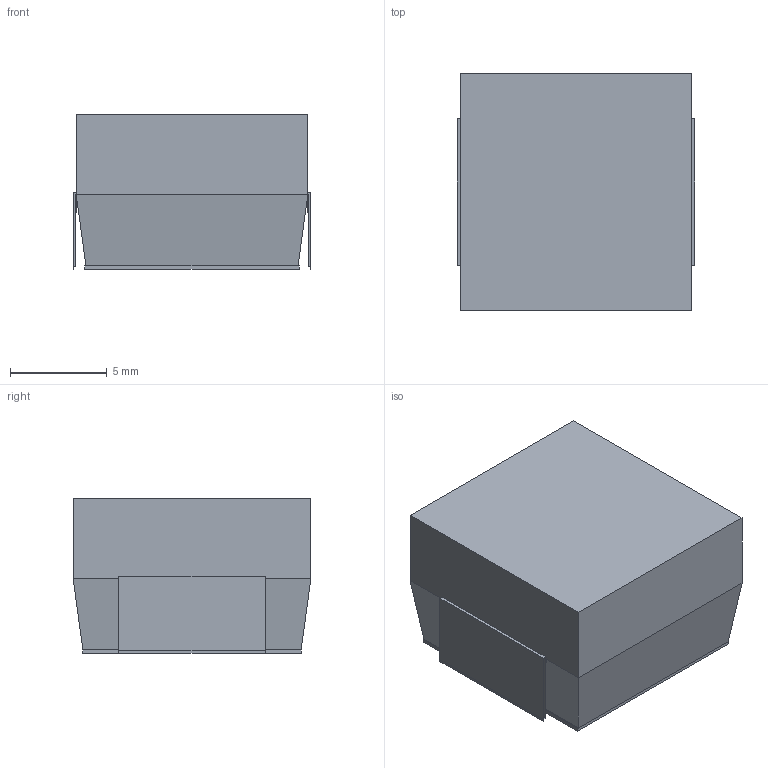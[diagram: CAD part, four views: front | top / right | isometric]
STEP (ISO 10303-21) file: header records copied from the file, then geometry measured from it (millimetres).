
FILE_DESCRIPTION(('STEP AP214'),'1');
FILE_NAME('IND_SMDRI_SXN','2025-08-22T11:51:47',(''),(''),'','','');
FILE_SCHEMA(('AUTOMOTIVE_DESIGN'));
Length unit declared in the file: millimetre
Products named in the file (1): product
Bounding box: 12.29 x 12.29 x 8 mm (x, y, z)
Volume: 1137.8 mm3; surface area: 781.4 mm2
Topology: 3 solids, 3 shells, 36 faces, 76 edges, 48 vertices
Faces by surface type: plane 36
Entity records: 1068 total; most frequent: ORIENTED_EDGE 164, DIRECTION 150, CARTESIAN_POINT 85, EDGE_CURVE 76, LINE 76, VECTOR 76, VERTEX_POINT 48, AXIS2_PLACEMENT_3D 37
